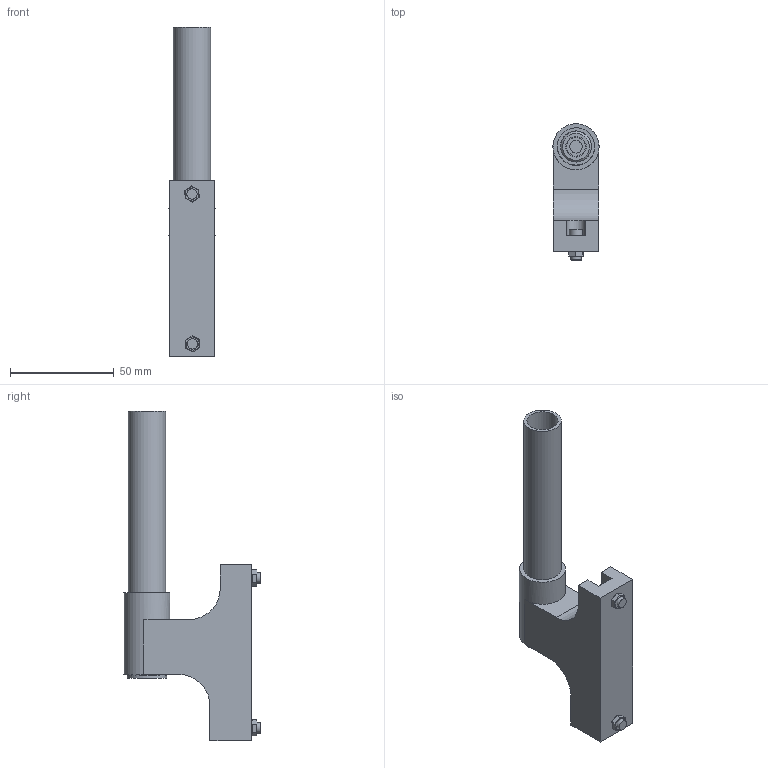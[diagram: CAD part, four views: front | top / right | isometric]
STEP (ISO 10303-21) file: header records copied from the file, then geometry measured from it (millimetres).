
FILE_DESCRIPTION((''),'2;1');
FILE_NAME('127229.stp','2019-10-01T14:22:51',('e.eickhoff'),(''),'Autodesk Inventor 2012','Autodesk Inventor 2012','');
FILE_SCHEMA(('AUTOMOTIVE_DESIGN { 1 0 10303 214 1 1 1 1 }'));
Length unit declared in the file: millimetre
Products named in the file (7): 127229; Deckel; Grundteil; Gummistecker; Metall Rohr; Mutter; Schraube
Assembly tree (8 placements, depth 2):
  127229
    Deckel
    Grundteil
    Gummistecker
    Metall Rohr
    Mutter  x2
    Schraube  x2
Bounding box: 22.23 x 65.67 x 159 mm (x, y, z)
Volume: 66285.1 mm3; surface area: 28383.2 mm2
Topology: 8 solids, 8 shells, 139 faces, 312 edges, 199 vertices
Faces by surface type: plane 80, cylinder 58, cone 1
Full cylindrical faces by diameter (mm): 4.2 x2, 5 x2, 6 x3, 6.4 x2, 9 x1, 10 x1, 14 x2, 15 x2, 17.5 x1, 18 x2, 19 x1, 22.237 x1
Entity records: 2912 total; most frequent: DIRECTION 486, CARTESIAN_POINT 441, ORIENTED_EDGE 388, EDGE_CURVE 194, AXIS2_PLACEMENT_3D 181, VERTEX_POINT 136, EDGE_LOOP 134, VECTOR 124
